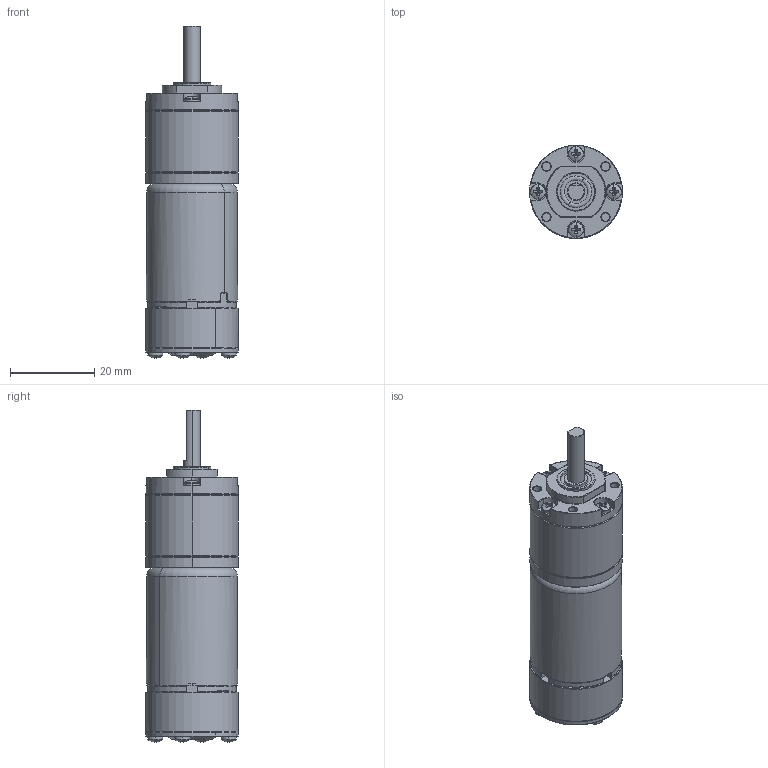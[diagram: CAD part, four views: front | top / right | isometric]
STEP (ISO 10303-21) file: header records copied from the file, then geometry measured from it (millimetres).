
FILE_DESCRIPTION (( 'STEP AP214' ), '1' );
FILE_NAME ('Motor-PlanetaryGear-Encoder.STEP', '2019-11-30T10:35:09', ( '' ), ( '' ), 'SwSTEP 2.0', 'SolidWorks 2019', '' );
FILE_SCHEMA (( 'AUTOMOTIVE_DESIGN' ));
Length unit declared in the file: millimetre
Products named in the file (12): Gearbox-BotomCap; Gearbox-Body; Encoder-Cap; pan cross head_ai_CR-PHMS 0.073-72x0.75x0.75-N; Motor-Body; pan cross head_ai_CR-PHMS 0.073-72x0.125x0.125-N; Motor-Cap; Encoder-Body; Motor-PlanetaryGear-Encoder; instrument ball bearing_68_am_AFBMA 12.1.4.1 - 0040-9 - 10,SI,NC,10_68; Gearbox-Shaft; Gearbox-TopCap
Assembly tree (17 placements, depth 2):
  Motor-PlanetaryGear-Encoder
    Gearbox-Body
    Gearbox-TopCap
    Gearbox-BotomCap
    Gearbox-Shaft
    Motor-Body
    pan cross head_ai_CR-PHMS 0.073-72x0.75x0.75-N  x4
    instrument ball bearing_68_am_AFBMA 12.1.4.1 - 0040-9 - 10,SI,NC,10_68
    Motor-Cap
    Encoder-Body
    Encoder-Cap
    pan cross head_ai_CR-PHMS 0.073-72x0.125x0.125-N  x4
Bounding box: 22 x 22 x 78.72 mm (x, y, z)
Volume: 11632.3 mm3; surface area: 14679.5 mm2
Topology: 17 solids, 17 shells, 699 faces, 1664 edges, 1005 vertices
Faces by surface type: cylinder 244, plane 226, torus 164, sphere 32, bspline 18, cone 15
Entity records: 18810 total; most frequent: CARTESIAN_POINT 4706, DIRECTION 3164, ORIENTED_EDGE 2688, AXIS2_PLACEMENT_3D 1371, EDGE_CURVE 1344, VERTEX_POINT 819, CIRCLE 808, EDGE_LOOP 657
